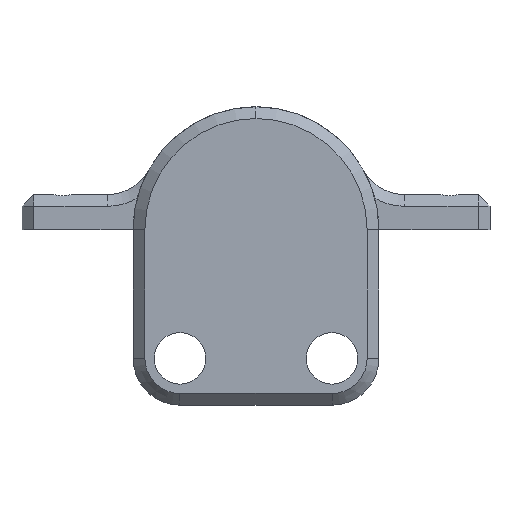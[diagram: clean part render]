
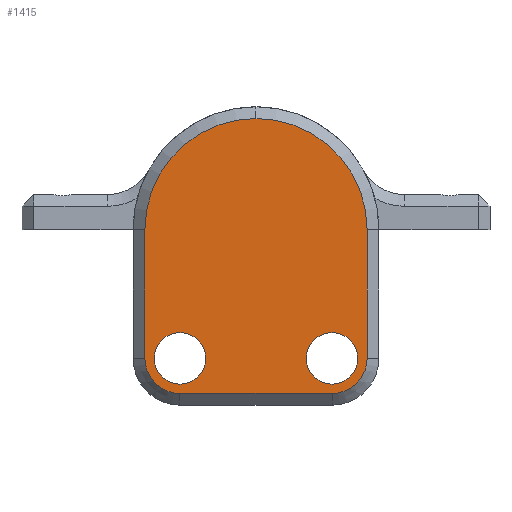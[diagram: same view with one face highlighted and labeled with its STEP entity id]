
A CAD part, front view. The second image highlights one B-rep face of the part: STEP entity #1415.
In plain terms, the highlighted planar face has unit normal (0, -1, 0).
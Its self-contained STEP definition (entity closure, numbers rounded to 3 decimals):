
#1 = DIRECTION ( 'NONE',  ( 0., 0., -1. ) ) ;
#18 = DIRECTION ( 'NONE',  ( 0., 0., -1. ) ) ;
#28 = CARTESIAN_POINT ( 'NONE',  ( 0., -4.575, 0. ) ) ;
#31 = ORIENTED_EDGE ( 'NONE', *, *, #1022, .T. ) ;
#60 = CARTESIAN_POINT ( 'NONE',  ( 0., -4.575, 0. ) ) ;
#68 = CIRCLE ( 'NONE', #482, 2.2 ) ;
#79 = DIRECTION ( 'NONE',  ( 0., -1., 0. ) ) ;
#87 = EDGE_CURVE ( 'NONE', #836, #1738, #862, .T. ) ;
#90 = VERTEX_POINT ( 'NONE', #1353 ) ;
#115 = CARTESIAN_POINT ( 'NONE',  ( 9.5, -4.575, 0. ) ) ;
#164 = AXIS2_PLACEMENT_3D ( 'NONE', #1495, #813, #1472 ) ;
#185 = ORIENTED_EDGE ( 'NONE', *, *, #87, .T. ) ;
#229 = CARTESIAN_POINT ( 'NONE',  ( 6.5, -4.575, -14. ) ) ;
#256 = FACE_BOUND ( 'NONE', #677, .T. ) ;
#299 = ORIENTED_EDGE ( 'NONE', *, *, #1104, .T. ) ;
#302 = EDGE_CURVE ( 'NONE', #1562, #836, #1620, .T. ) ;
#328 = CARTESIAN_POINT ( 'NONE',  ( -6.5, -4.575, -11. ) ) ;
#349 = VERTEX_POINT ( 'NONE', #847 ) ;
#358 = ORIENTED_EDGE ( 'NONE', *, *, #1202, .F. ) ;
#359 = CARTESIAN_POINT ( 'NONE',  ( 6.5, -4.575, -11. ) ) ;
#365 = CARTESIAN_POINT ( 'NONE',  ( -6.5, -4.575, -11. ) ) ;
#376 = DIRECTION ( 'NONE',  ( 1., 0., 0. ) ) ;
#413 = ORIENTED_EDGE ( 'NONE', *, *, #1501, .F. ) ;
#416 = CIRCLE ( 'NONE', #800, 2.2 ) ;
#450 = CARTESIAN_POINT ( 'NONE',  ( 0., -4.575, 9.5 ) ) ;
#476 = LINE ( 'NONE', #958, #591 ) ;
#482 = AXIS2_PLACEMENT_3D ( 'NONE', #1859, #79, #1062 ) ;
#507 = VERTEX_POINT ( 'NONE', #1515 ) ;
#508 = DIRECTION ( 'NONE',  ( 0., -1., 0. ) ) ;
#574 = DIRECTION ( 'NONE',  ( 0., 0., -1. ) ) ;
#591 = VECTOR ( 'NONE', #2083, 1000. ) ;
#677 = EDGE_LOOP ( 'NONE', ( #1706, #811 ) ) ;
#685 = ORIENTED_EDGE ( 'NONE', *, *, #302, .T. ) ;
#697 = AXIS2_PLACEMENT_3D ( 'NONE', #60, #727, #574 ) ;
#727 = DIRECTION ( 'NONE',  ( 0., -1., 0. ) ) ;
#774 = LINE ( 'NONE', #1457, #1964 ) ;
#781 = ORIENTED_EDGE ( 'NONE', *, *, #1158, .T. ) ;
#792 = VECTOR ( 'NONE', #376, 1000. ) ;
#800 = AXIS2_PLACEMENT_3D ( 'NONE', #365, #1680, #985 ) ;
#811 = ORIENTED_EDGE ( 'NONE', *, *, #1079, .F. ) ;
#813 = DIRECTION ( 'NONE',  ( 0., -1., 0. ) ) ;
#836 = VERTEX_POINT ( 'NONE', #1057 ) ;
#847 = CARTESIAN_POINT ( 'NONE',  ( 6.5, -4.575, -8.8 ) ) ;
#862 = LINE ( 'NONE', #1533, #792 ) ;
#917 = PLANE ( 'NONE',  #1968 ) ;
#924 = FACE_BOUND ( 'NONE', #1594, .T. ) ;
#956 = EDGE_LOOP ( 'NONE', ( #685, #185, #299, #31, #781, #2082, #1831 ) ) ;
#958 = CARTESIAN_POINT ( 'NONE',  ( -9.5, -4.575, -11. ) ) ;
#974 = EDGE_CURVE ( 'NONE', #1985, #1562, #476, .T. ) ;
#975 = DIRECTION ( 'NONE',  ( 0., -1., 0. ) ) ;
#985 = DIRECTION ( 'NONE',  ( 0., 0., -1. ) ) ;
#995 = AXIS2_PLACEMENT_3D ( 'NONE', #28, #1659, #1 ) ;
#1004 = DIRECTION ( 'NONE',  ( 0., 0., -1. ) ) ;
#1022 = EDGE_CURVE ( 'NONE', #90, #1608, #774, .T. ) ;
#1057 = CARTESIAN_POINT ( 'NONE',  ( -6.5, -4.575, -14. ) ) ;
#1062 = DIRECTION ( 'NONE',  ( 0., 0., -1. ) ) ;
#1079 = EDGE_CURVE ( 'NONE', #1226, #507, #416, .T. ) ;
#1082 = DIRECTION ( 'NONE',  ( 0., 0., -1. ) ) ;
#1104 = EDGE_CURVE ( 'NONE', #1738, #90, #2104, .T. ) ;
#1158 = EDGE_CURVE ( 'NONE', #1608, #1430, #1655, .T. ) ;
#1165 = CARTESIAN_POINT ( 'NONE',  ( -6.5, -4.575, -11. ) ) ;
#1202 = EDGE_CURVE ( 'NONE', #1643, #349, #68, .T. ) ;
#1226 = VERTEX_POINT ( 'NONE', #1398 ) ;
#1245 = DIRECTION ( 'NONE',  ( 0., -1., 0. ) ) ;
#1249 = EDGE_CURVE ( 'NONE', #1430, #1985, #1478, .T. ) ;
#1305 = CIRCLE ( 'NONE', #1340, 2.2 ) ;
#1315 = FACE_OUTER_BOUND ( 'NONE', #956, .T. ) ;
#1340 = AXIS2_PLACEMENT_3D ( 'NONE', #359, #1685, #1664 ) ;
#1353 = CARTESIAN_POINT ( 'NONE',  ( 9.5, -4.575, -11. ) ) ;
#1398 = CARTESIAN_POINT ( 'NONE',  ( -6.5, -4.575, -8.8 ) ) ;
#1415 = ADVANCED_FACE ( 'NONE', ( #1315, #256, #924 ), #917, .T. ) ;
#1430 = VERTEX_POINT ( 'NONE', #450 ) ;
#1457 = CARTESIAN_POINT ( 'NONE',  ( 9.5, -4.575, 0. ) ) ;
#1467 = CARTESIAN_POINT ( 'NONE',  ( -9.5, -4.575, -11. ) ) ;
#1472 = DIRECTION ( 'NONE',  ( 0., 0., -1. ) ) ;
#1478 = CIRCLE ( 'NONE', #697, 9.5 ) ;
#1486 = EDGE_CURVE ( 'NONE', #507, #1226, #1656, .T. ) ;
#1495 = CARTESIAN_POINT ( 'NONE',  ( 6.5, -4.575, -11. ) ) ;
#1501 = EDGE_CURVE ( 'NONE', #349, #1643, #1305, .T. ) ;
#1515 = CARTESIAN_POINT ( 'NONE',  ( -6.5, -4.575, -13.2 ) ) ;
#1533 = CARTESIAN_POINT ( 'NONE',  ( 6.5, -4.575, -14. ) ) ;
#1562 = VERTEX_POINT ( 'NONE', #1467 ) ;
#1594 = EDGE_LOOP ( 'NONE', ( #358, #413 ) ) ;
#1608 = VERTEX_POINT ( 'NONE', #115 ) ;
#1620 = CIRCLE ( 'NONE', #1993, 3. ) ;
#1624 = CARTESIAN_POINT ( 'NONE',  ( 6.5, -4.575, -13.2 ) ) ;
#1643 = VERTEX_POINT ( 'NONE', #1624 ) ;
#1655 = CIRCLE ( 'NONE', #995, 9.5 ) ;
#1656 = CIRCLE ( 'NONE', #1830, 2.2 ) ;
#1659 = DIRECTION ( 'NONE',  ( 0., -1., 0. ) ) ;
#1664 = DIRECTION ( 'NONE',  ( 0., 0., -1. ) ) ;
#1680 = DIRECTION ( 'NONE',  ( 0., -1., 0. ) ) ;
#1685 = DIRECTION ( 'NONE',  ( 0., -1., 0. ) ) ;
#1706 = ORIENTED_EDGE ( 'NONE', *, *, #1486, .F. ) ;
#1738 = VERTEX_POINT ( 'NONE', #229 ) ;
#1747 = DIRECTION ( 'NONE',  ( 0., 0., 1. ) ) ;
#1760 = CARTESIAN_POINT ( 'NONE',  ( -9.5, -4.575, 0. ) ) ;
#1830 = AXIS2_PLACEMENT_3D ( 'NONE', #1165, #508, #1004 ) ;
#1831 = ORIENTED_EDGE ( 'NONE', *, *, #974, .T. ) ;
#1859 = CARTESIAN_POINT ( 'NONE',  ( 6.5, -4.575, -11. ) ) ;
#1964 = VECTOR ( 'NONE', #1747, 1000. ) ;
#1968 = AXIS2_PLACEMENT_3D ( 'NONE', #2072, #1245, #1082 ) ;
#1985 = VERTEX_POINT ( 'NONE', #1760 ) ;
#1993 = AXIS2_PLACEMENT_3D ( 'NONE', #328, #975, #18 ) ;
#2072 = CARTESIAN_POINT ( 'NONE',  ( 0., -4.575, 0. ) ) ;
#2082 = ORIENTED_EDGE ( 'NONE', *, *, #1249, .T. ) ;
#2083 = DIRECTION ( 'NONE',  ( 0., 0., -1. ) ) ;
#2104 = CIRCLE ( 'NONE', #164, 3. ) ;
